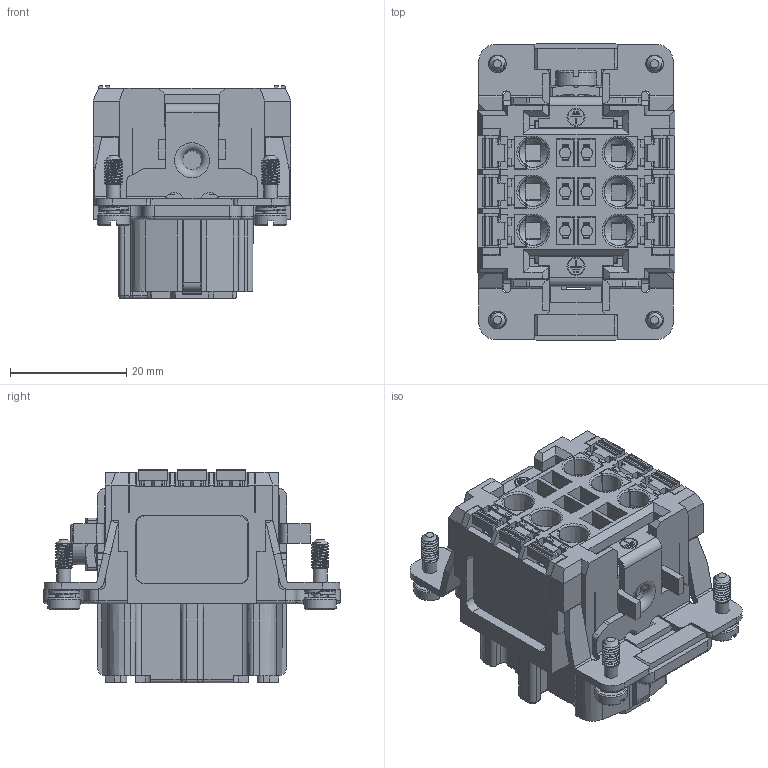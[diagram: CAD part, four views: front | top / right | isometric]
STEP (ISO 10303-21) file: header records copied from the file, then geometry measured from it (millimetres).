
FILE_DESCRIPTION(/* description */ (''),/* implementation_level */ '2;1');
FILE_NAME(/* name */ '3D_1220000990501-HE-006-FQ P.stp',/* time_stamp */ '2024-10-24T09:59:03+08:00',/* author */ (''),/* organization */ (''),/* preprocessor_version */ 'ST-DEVELOPER v18.1',/* originating_system */ 'SIEMENS PLM Software NX 1980',/* authorisation */ '');
FILE_SCHEMA (('AUTOMOTIVE_DESIGN { 1 0 10303 214 3 1 1 1 }'));
Products named in the file (1): 3D_1220000990501-HE-006-FQ P_stp
Bounding box: 34 x 51 x 36.65 mm (x, y, z)
Volume: 20590.5 mm3; surface area: 30884.8 mm2
Topology: 5 solids, 5 shells, 3584 faces, 10279 edges, 6557 vertices
Faces by surface type: plane 2407, cylinder 673, torus 167, cone 164, bspline 89, revolution 72, sphere 12
Full cylindrical faces by diameter (mm): 1.45 x6, 1.5 x6, 1.8 x2, 2.2 x2, 2.4 x8, 2.78 x2, 2.8 x8, 3.1 x2, 3.2 x1, 4.5 x6, 5.6 x6, 7 x1
Entity records: 153584 total; most frequent: CARTESIAN_POINT 39507, ORIENTED_EDGE 20182, DIRECTION 18333, EDGE_CURVE 10091, LINE 7091, VECTOR 7091, VERTEX_POINT 6484, AXIS2_PLACEMENT_3D 5585
